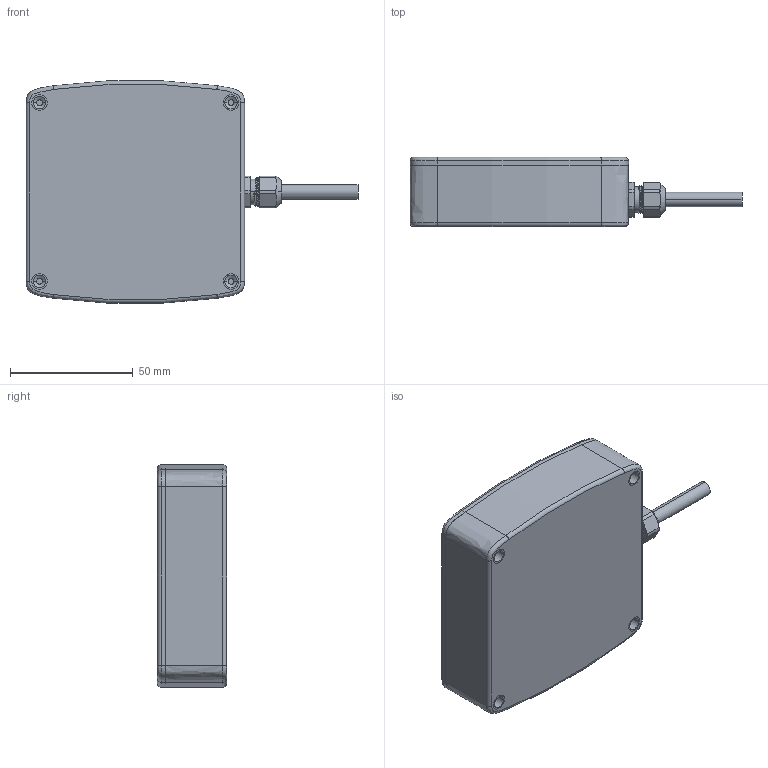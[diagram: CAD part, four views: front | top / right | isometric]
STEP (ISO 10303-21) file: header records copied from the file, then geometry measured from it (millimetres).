
FILE_DESCRIPTION((''),'2;1');
FILE_NAME('173030_ASM','2013-09-24T',('pdmadmin'),(''),'PRO/ENGINEER BY PARAMETRIC TECHNOLOGY CORPORATION, 2012300','PRO/ENGINEER BY PARAMETRIC TECHNOLOGY CORPORATION, 2012300','');
FILE_SCHEMA(('CONFIG_CONTROL_DESIGN'));
Products named in the file (7): 171394; 172705; 171395; 133697; 130487; CABLE_592; 173030_ASM
Assembly tree (9 placements, depth 2):
  173030_ASM
    171394
    172705
    171395
    133697  x4
    130487
    CABLE_592
Bounding box: 135.2 x 28.18 x 90.5 mm (x, y, z)
Volume: 114065.3 mm3; surface area: 60675.4 mm2
Topology: 10 solids, 19 shells, 347 faces, 851 edges, 545 vertices
Faces by surface type: plane 131, cylinder 126, cone 42, bspline 32, torus 16
Entity records: 12401 total; most frequent: CARTESIAN_POINT 5599, DIRECTION 1415, ORIENTED_EDGE 1342, EDGE_CURVE 689, AXIS2_PLACEMENT_3D 546, VERTEX_POINT 443, VECTOR 323, LINE 323
